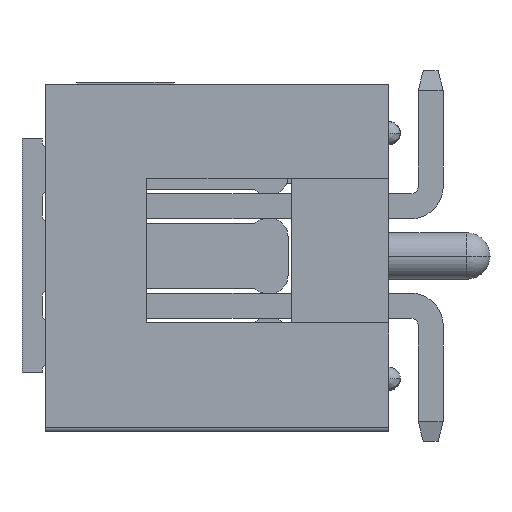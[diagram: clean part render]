
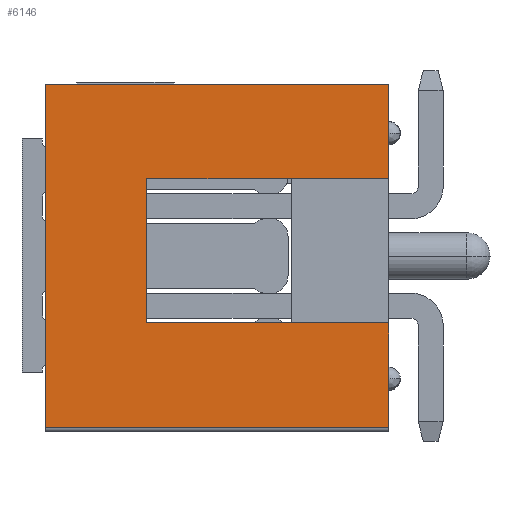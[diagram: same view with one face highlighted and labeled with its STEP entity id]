
A CAD part, left-side view. The second image highlights one B-rep face of the part: STEP entity #6146.
In plain terms, the highlighted planar face has unit normal (-1, 0, 0).
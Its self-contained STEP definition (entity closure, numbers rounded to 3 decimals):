
#1862=DIRECTION('',(0.,0.,1.));
#1863=VECTOR('',#1862,2.684);
#1864=CARTESIAN_POINT('',(8.66,2.6,-8.85));
#1865=LINE('',#1864,#1863);
#1883=DIRECTION('',(0.,0.,1.));
#1884=VECTOR('',#1883,2.416);
#1885=CARTESIAN_POINT('',(8.66,2.6,-2.466));
#1886=LINE('',#1885,#1884);
#2382=DIRECTION('',(0.,1.,0.));
#2383=VECTOR('',#2382,6.2);
#2384=CARTESIAN_POINT('',(8.66,2.6,-2.466));
#2385=LINE('',#2384,#2383);
#2389=DIRECTION('',(0.,1.,0.));
#2390=VECTOR('',#2389,8.8);
#2391=CARTESIAN_POINT('',(8.66,2.6,-8.85));
#2392=LINE('',#2391,#2390);
#2396=DIRECTION('',(0.,0.,1.));
#2397=VECTOR('',#2396,8.8);
#2398=CARTESIAN_POINT('',(8.66,11.4,-8.85));
#2399=LINE('',#2398,#2397);
#2403=DIRECTION('',(0.,0.,1.));
#2404=VECTOR('',#2403,3.7);
#2405=CARTESIAN_POINT('',(8.66,8.8,-6.166));
#2406=LINE('',#2405,#2404);
#2410=DIRECTION('',(0.,1.,0.));
#2411=VECTOR('',#2410,6.2);
#2412=CARTESIAN_POINT('',(8.66,2.6,-6.166));
#2413=LINE('',#2412,#2411);
#2550=DIRECTION('',(0.,1.,0.));
#2551=VECTOR('',#2550,8.8);
#2552=CARTESIAN_POINT('',(8.66,2.6,-0.05));
#2553=LINE('',#2552,#2551);
#4890=CARTESIAN_POINT('',(8.66,2.6,-8.85));
#4891=VERTEX_POINT('',#4890);
#4892=CARTESIAN_POINT('',(8.66,2.6,-6.166));
#4893=VERTEX_POINT('',#4892);
#4898=CARTESIAN_POINT('',(8.66,2.6,-2.466));
#4899=VERTEX_POINT('',#4898);
#4900=CARTESIAN_POINT('',(8.66,2.6,-0.05));
#4901=VERTEX_POINT('',#4900);
#5082=CARTESIAN_POINT('',(8.66,11.4,-0.05));
#5083=VERTEX_POINT('',#5082);
#5084=CARTESIAN_POINT('',(8.66,11.4,-8.85));
#5085=VERTEX_POINT('',#5084);
#5224=CARTESIAN_POINT('',(8.66,8.8,-2.466));
#5225=VERTEX_POINT('',#5224);
#5228=CARTESIAN_POINT('',(8.66,8.8,-6.166));
#5229=VERTEX_POINT('',#5228);
#6127=CARTESIAN_POINT('',(8.66,2.424,-9.026));
#6128=DIRECTION('',(-1.,0.,0.));
#6129=DIRECTION('',(0.,1.,0.));
#6130=AXIS2_PLACEMENT_3D('',#6127,#6128,#6129);
#6131=PLANE('',#6130);
#6132=ORIENTED_EDGE('',*,*,#6108,.T.);
#6134=ORIENTED_EDGE('',*,*,#6133,.F.);
#6136=ORIENTED_EDGE('',*,*,#6135,.F.);
#6137=ORIENTED_EDGE('',*,*,#5419,.F.);
#6139=ORIENTED_EDGE('',*,*,#6138,.T.);
#6140=ORIENTED_EDGE('',*,*,#5683,.T.);
#6142=ORIENTED_EDGE('',*,*,#6141,.F.);
#6143=ORIENTED_EDGE('',*,*,#5427,.F.);
#6144=EDGE_LOOP('',(#6132,#6134,#6136,#6137,#6139,#6140,#6142,#6143));
#6145=FACE_OUTER_BOUND('',#6144,.F.);
#5419=EDGE_CURVE('',#4891,#4893,#1865,.T.);
#5427=EDGE_CURVE('',#4899,#4901,#1886,.T.);
#5683=EDGE_CURVE('',#5085,#5083,#2399,.T.);
#6108=EDGE_CURVE('',#4899,#5225,#2385,.T.);
#6133=EDGE_CURVE('',#5229,#5225,#2406,.T.);
#6135=EDGE_CURVE('',#4893,#5229,#2413,.T.);
#6138=EDGE_CURVE('',#4891,#5085,#2392,.T.);
#6141=EDGE_CURVE('',#4901,#5083,#2553,.T.);
#6146=ADVANCED_FACE('',(#6145),#6131,.T.);
